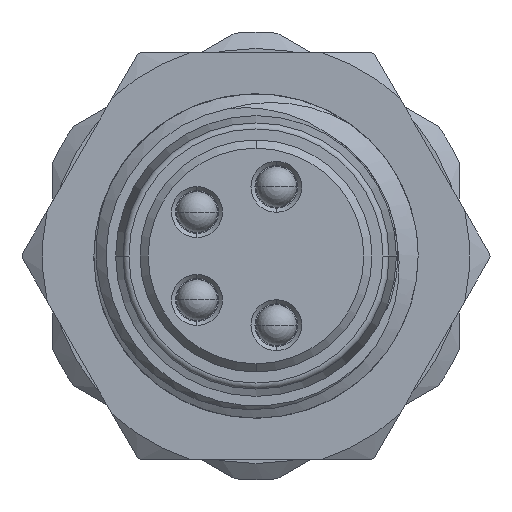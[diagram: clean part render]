
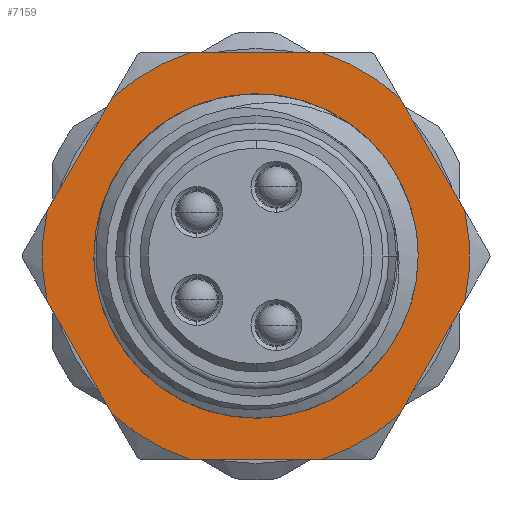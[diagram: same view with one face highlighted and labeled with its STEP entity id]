
A CAD part, left-side view. The second image highlights one B-rep face of the part: STEP entity #7159.
In plain terms, the highlighted planar face has unit normal (-1, 0, 0).
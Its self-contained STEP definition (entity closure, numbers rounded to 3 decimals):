
#1341=CARTESIAN_POINT('',(6.5,5.13,-1.114));
#1389=CARTESIAN_POINT('',(6.5,5.13,1.114));
#1469=CARTESIAN_POINT('',(6.5,-5.13,1.114));
#1517=CARTESIAN_POINT('',(6.5,-5.13,-1.114));
#1583=CARTESIAN_POINT('',(6.5,0.,0.));
#1584=DIRECTION('',(-1.,0.,0.));
#1585=DIRECTION('',(0.,0.977,0.212));
#1586=AXIS2_PLACEMENT_3D('',#1583,#1584,#1585);
#1598=CARTESIAN_POINT('',(6.5,0.,0.));
#1599=DIRECTION('',(-1.,0.,0.));
#1600=DIRECTION('',(0.,-0.977,-0.212));
#1601=AXIS2_PLACEMENT_3D('',#1598,#1599,#1600);
#1603=CARTESIAN_POINT('',(6.5,0.,0.));
#1604=DIRECTION('',(1.,0.,0.));
#1605=DIRECTION('',(0.,0.,1.));
#1606=AXIS2_PLACEMENT_3D('',#1603,#1604,#1605);
#1608=CARTESIAN_POINT('',(6.5,0.,0.));
#1609=DIRECTION('',(1.,0.,0.));
#1610=DIRECTION('',(0.,0.,-1.));
#1611=AXIS2_PLACEMENT_3D('',#1608,#1609,#1610);
#1613=DIRECTION('',(0.,-0.5,0.866));
#1614=VECTOR('',#1613,3.201);
#1615=CARTESIAN_POINT('',(6.5,5.13,1.114));
#1616=LINE('',#1615,#1614);
#1617=CARTESIAN_POINT('',(6.5,0.,0.));
#1618=DIRECTION('',(1.,0.,0.));
#1619=DIRECTION('',(0.,0.672,0.74));
#1620=AXIS2_PLACEMENT_3D('',#1617,#1618,#1619);
#1622=DIRECTION('',(0.,-1.,0.));
#1623=VECTOR('',#1622,3.201);
#1624=CARTESIAN_POINT('',(6.5,1.6,5.));
#1625=LINE('',#1624,#1623);
#1626=CARTESIAN_POINT('',(6.5,0.,0.));
#1627=DIRECTION('',(1.,0.,0.));
#1628=DIRECTION('',(0.,-0.305,0.952));
#1629=AXIS2_PLACEMENT_3D('',#1626,#1627,#1628);
#1631=DIRECTION('',(0.,-0.5,-0.866));
#1632=VECTOR('',#1631,3.201);
#1633=CARTESIAN_POINT('',(6.5,-3.53,3.886));
#1634=LINE('',#1633,#1632);
#1635=DIRECTION('',(0.,0.5,-0.866));
#1636=VECTOR('',#1635,3.201);
#1637=CARTESIAN_POINT('',(6.5,-5.13,-1.114));
#1638=LINE('',#1637,#1636);
#1639=CARTESIAN_POINT('',(6.5,0.,0.));
#1640=DIRECTION('',(1.,0.,0.));
#1641=DIRECTION('',(0.,-0.672,-0.74));
#1642=AXIS2_PLACEMENT_3D('',#1639,#1640,#1641);
#1644=DIRECTION('',(0.,1.,0.));
#1645=VECTOR('',#1644,3.201);
#1646=CARTESIAN_POINT('',(6.5,-1.6,-5.));
#1647=LINE('',#1646,#1645);
#1648=CARTESIAN_POINT('',(6.5,0.,0.));
#1649=DIRECTION('',(1.,0.,0.));
#1650=DIRECTION('',(0.,0.305,-0.952));
#1651=AXIS2_PLACEMENT_3D('',#1648,#1649,#1650);
#1653=DIRECTION('',(0.,0.5,0.866));
#1654=VECTOR('',#1653,3.201);
#1655=CARTESIAN_POINT('',(6.5,3.53,-3.886));
#1656=LINE('',#1655,#1654);
#3608=CARTESIAN_POINT('',(6.5,0.,3.55));
#3609=CARTESIAN_POINT('',(6.5,0.,-3.55));
#3610=VERTEX_POINT('',#3608);
#3611=VERTEX_POINT('',#3609);
#3706=CARTESIAN_POINT('',(6.5,3.53,3.886));
#3707=CARTESIAN_POINT('',(6.5,1.6,5.));
#3708=VERTEX_POINT('',#3706);
#3709=VERTEX_POINT('',#3707);
#3710=CARTESIAN_POINT('',(6.5,-1.6,5.));
#3711=CARTESIAN_POINT('',(6.5,-3.53,3.886));
#3712=VERTEX_POINT('',#3710);
#3713=VERTEX_POINT('',#3711);
#3714=CARTESIAN_POINT('',(6.5,-3.53,-3.886));
#3715=CARTESIAN_POINT('',(6.5,-1.6,-5.));
#3716=VERTEX_POINT('',#3714);
#3717=VERTEX_POINT('',#3715);
#3718=CARTESIAN_POINT('',(6.5,1.6,-5.));
#3719=CARTESIAN_POINT('',(6.5,3.53,-3.886));
#3720=VERTEX_POINT('',#3718);
#3721=VERTEX_POINT('',#3719);
#3742=VERTEX_POINT('',#1389);
#3756=VERTEX_POINT('',#1469);
#3762=VERTEX_POINT('',#1517);
#3776=VERTEX_POINT('',#1341);
#7134=CARTESIAN_POINT('',(6.5,0.,0.));
#7135=DIRECTION('',(1.,0.,0.));
#7136=DIRECTION('',(0.,0.,-1.));
#7137=AXIS2_PLACEMENT_3D('',#7134,#7135,#7136);
#7138=PLANE('',#7137);
#7139=ORIENTED_EDGE('',*,*,#7087,.F.);
#7140=ORIENTED_EDGE('',*,*,#6899,.T.);
#7141=ORIENTED_EDGE('',*,*,#7100,.T.);
#7142=ORIENTED_EDGE('',*,*,#6933,.T.);
#7143=ORIENTED_EDGE('',*,*,#7113,.T.);
#7144=ORIENTED_EDGE('',*,*,#6967,.T.);
#7145=ORIENTED_EDGE('',*,*,#7128,.F.);
#7146=ORIENTED_EDGE('',*,*,#7001,.T.);
#7147=ORIENTED_EDGE('',*,*,#7074,.T.);
#7148=ORIENTED_EDGE('',*,*,#7035,.T.);
#7149=ORIENTED_EDGE('',*,*,#7061,.T.);
#7150=ORIENTED_EDGE('',*,*,#6864,.T.);
#7151=EDGE_LOOP('',(#7139,#7140,#7141,#7142,#7143,#7144,#7145,#7146,#7147,#7148,
#7149,#7150));
#7152=FACE_OUTER_BOUND('',#7151,.F.);
#7154=ORIENTED_EDGE('',*,*,#7153,.F.);
#7156=ORIENTED_EDGE('',*,*,#7155,.F.);
#7157=EDGE_LOOP('',(#7154,#7156));
#7158=FACE_BOUND('',#7157,.F.);
#1587=CIRCLE('',#1586,5.25);
#1602=CIRCLE('',#1601,5.25);
#1607=CIRCLE('',#1606,3.55);
#1612=CIRCLE('',#1611,3.55);
#1621=CIRCLE('',#1620,5.25);
#1630=CIRCLE('',#1629,5.25);
#1643=CIRCLE('',#1642,5.25);
#1652=CIRCLE('',#1651,5.25);
#6864=EDGE_CURVE('',#3721,#3776,#1656,.T.);
#6899=EDGE_CURVE('',#3742,#3708,#1616,.T.);
#6933=EDGE_CURVE('',#3709,#3712,#1625,.T.);
#6967=EDGE_CURVE('',#3713,#3756,#1634,.T.);
#7001=EDGE_CURVE('',#3762,#3716,#1638,.T.);
#7035=EDGE_CURVE('',#3717,#3720,#1647,.T.);
#7061=EDGE_CURVE('',#3720,#3721,#1652,.T.);
#7074=EDGE_CURVE('',#3716,#3717,#1643,.T.);
#7087=EDGE_CURVE('',#3742,#3776,#1587,.T.);
#7100=EDGE_CURVE('',#3708,#3709,#1621,.T.);
#7113=EDGE_CURVE('',#3712,#3713,#1630,.T.);
#7128=EDGE_CURVE('',#3762,#3756,#1602,.T.);
#7153=EDGE_CURVE('',#3610,#3611,#1607,.T.);
#7155=EDGE_CURVE('',#3611,#3610,#1612,.T.);
#7159=ADVANCED_FACE('',(#7152,#7158),#7138,.F.);
